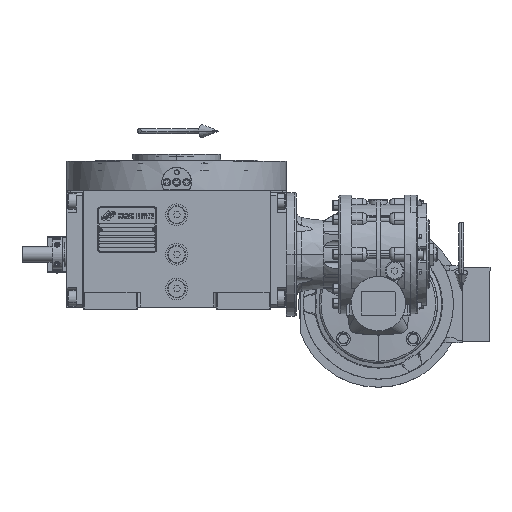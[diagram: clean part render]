
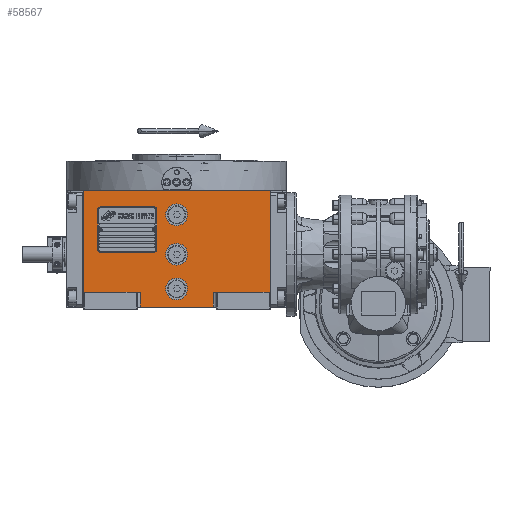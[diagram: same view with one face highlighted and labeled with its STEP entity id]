
A CAD part, top view. The second image highlights one B-rep face of the part: STEP entity #58567.
In plain terms, the highlighted planar face has unit normal (0, 0, 1).
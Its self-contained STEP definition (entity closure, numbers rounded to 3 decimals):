
#429 = CIRCLE ( 'NONE', #4826, 11. ) ;
#1038 = DIRECTION ( 'NONE',  ( 0., 0., 1. ) ) ;
#1400 = CARTESIAN_POINT ( 'NONE',  ( -37., -53.5, 163.5 ) ) ;
#1701 = CARTESIAN_POINT ( 'NONE',  ( -37., -38.5, 163.5 ) ) ;
#4826 = AXIS2_PLACEMENT_3D ( 'NONE', #28472, #18925, #102130 ) ;
#5994 = EDGE_CURVE ( 'NONE', #84079, #117704, #105495, .T. ) ;
#6177 = DIRECTION ( 'NONE',  ( -1., 0., 0. ) ) ;
#8363 = VERTEX_POINT ( 'NONE', #31557 ) ;
#10272 = EDGE_LOOP ( 'NONE', ( #108195, #76317 ) ) ;
#11072 = CARTESIAN_POINT ( 'NONE',  ( 94.5, 64.5, 163.5 ) ) ;
#13535 = CARTESIAN_POINT ( 'NONE',  ( -94.5, 64.5, 163.5 ) ) ;
#16818 = LINE ( 'NONE', #119879, #125783 ) ;
#17683 = ORIENTED_EDGE ( 'NONE', *, *, #59115, .F. ) ;
#18666 = VERTEX_POINT ( 'NONE', #26503 ) ;
#18925 = DIRECTION ( 'NONE',  ( 0., 0., 1. ) ) ;
#19188 = ORIENTED_EDGE ( 'NONE', *, *, #23900, .F. ) ;
#19673 = VECTOR ( 'NONE', #101505, 1000. ) ;
#20201 = ORIENTED_EDGE ( 'NONE', *, *, #134779, .T. ) ;
#21728 = DIRECTION ( 'NONE',  ( 1., 0., 0. ) ) ;
#22025 = CIRCLE ( 'NONE', #111366, 11. ) ;
#22580 = LINE ( 'NONE', #1400, #34547 ) ;
#23900 = EDGE_CURVE ( 'NONE', #18666, #117704, #102236, .T. ) ;
#24117 = CARTESIAN_POINT ( 'NONE',  ( 37., -53.5, 163.5 ) ) ;
#25147 = EDGE_CURVE ( 'NONE', #8363, #92297, #104972, .T. ) ;
#26503 = CARTESIAN_POINT ( 'NONE',  ( 37., -38.5, 163.5 ) ) ;
#27268 = DIRECTION ( 'NONE',  ( 0., 0., 1. ) ) ;
#28472 = CARTESIAN_POINT ( 'NONE',  ( 0., 40., 163.5 ) ) ;
#31361 = DIRECTION ( 'NONE',  ( -1., 0., 0. ) ) ;
#31557 = CARTESIAN_POINT ( 'NONE',  ( -94.5, 64.5, 163.5 ) ) ;
#31737 = DIRECTION ( 'NONE',  ( 1., 0., 0. ) ) ;
#33146 = CARTESIAN_POINT ( 'NONE',  ( -37., -53.5, 163.5 ) ) ;
#33506 = VERTEX_POINT ( 'NONE', #64478 ) ;
#33549 = VERTEX_POINT ( 'NONE', #1701 ) ;
#34547 = VECTOR ( 'NONE', #41676, 1000. ) ;
#35857 = CARTESIAN_POINT ( 'NONE',  ( -11., -35., 163.5 ) ) ;
#37310 = EDGE_CURVE ( 'NONE', #69118, #83396, #429, .T. ) ;
#37570 = EDGE_LOOP ( 'NONE', ( #45468, #44806 ) ) ;
#37690 = CIRCLE ( 'NONE', #68263, 11. ) ;
#38037 = DIRECTION ( 'NONE',  ( 1., 0., 0. ) ) ;
#39367 = FACE_BOUND ( 'NONE', #62428, .T. ) ;
#39970 = VERTEX_POINT ( 'NONE', #133797 ) ;
#41676 = DIRECTION ( 'NONE',  ( 0., 1., 0. ) ) ;
#42827 = DIRECTION ( 'NONE',  ( 0., -1., 0. ) ) ;
#44583 = ORIENTED_EDGE ( 'NONE', *, *, #99847, .T. ) ;
#44806 = ORIENTED_EDGE ( 'NONE', *, *, #119422, .F. ) ;
#45088 = EDGE_CURVE ( 'NONE', #83396, #69118, #63616, .T. ) ;
#45468 = ORIENTED_EDGE ( 'NONE', *, *, #69992, .F. ) ;
#47726 = DIRECTION ( 'NONE',  ( 1., 0., 0. ) ) ;
#48050 = CARTESIAN_POINT ( 'NONE',  ( 94.5, -38.5, 163.5 ) ) ;
#48284 = FACE_BOUND ( 'NONE', #37570, .T. ) ;
#48452 = AXIS2_PLACEMENT_3D ( 'NONE', #83221, #49181, #31361 ) ;
#49181 = DIRECTION ( 'NONE',  ( 0., 0., 1. ) ) ;
#50569 = AXIS2_PLACEMENT_3D ( 'NONE', #74424, #116773, #107887 ) ;
#53693 = VERTEX_POINT ( 'NONE', #68652 ) ;
#54603 = VECTOR ( 'NONE', #42827, 1000. ) ;
#55800 = EDGE_CURVE ( 'NONE', #84079, #33549, #22580, .T. ) ;
#58554 = LINE ( 'NONE', #112438, #19673 ) ;
#58567 = ADVANCED_FACE ( 'NONE', ( #48284, #39367, #89893, #80972 ), #70746, .T. ) ;
#59115 = EDGE_CURVE ( 'NONE', #126956, #8363, #84163, .T. ) ;
#59851 = AXIS2_PLACEMENT_3D ( 'NONE', #131558, #132217, #38037 ) ;
#60213 = CARTESIAN_POINT ( 'NONE',  ( -37., -53.5, 163.5 ) ) ;
#60352 = CARTESIAN_POINT ( 'NONE',  ( -94.5, -38.5, 163.5 ) ) ;
#62428 = EDGE_LOOP ( 'NONE', ( #85953, #83783 ) ) ;
#63616 = CIRCLE ( 'NONE', #48452, 11. ) ;
#64338 = VECTOR ( 'NONE', #83502, 1000. ) ;
#64478 = CARTESIAN_POINT ( 'NONE',  ( 11., -35., 163.5 ) ) ;
#64973 = VERTEX_POINT ( 'NONE', #35857 ) ;
#68263 = AXIS2_PLACEMENT_3D ( 'NONE', #88053, #130394, #6177 ) ;
#68652 = CARTESIAN_POINT ( 'NONE',  ( -11., 0., 163.5 ) ) ;
#69118 = VERTEX_POINT ( 'NONE', #98886 ) ;
#69915 = ORIENTED_EDGE ( 'NONE', *, *, #5994, .T. ) ;
#69992 = EDGE_CURVE ( 'NONE', #39970, #53693, #22025, .T. ) ;
#70746 = PLANE ( 'NONE',  #59851 ) ;
#71532 = CARTESIAN_POINT ( 'NONE',  ( 37., -38.5, 163.5 ) ) ;
#72826 = EDGE_CURVE ( 'NONE', #33506, #64973, #121248, .T. ) ;
#74424 = CARTESIAN_POINT ( 'NONE',  ( 0., 0., 163.5 ) ) ;
#76317 = ORIENTED_EDGE ( 'NONE', *, *, #45088, .F. ) ;
#79704 = ORIENTED_EDGE ( 'NONE', *, *, #55800, .F. ) ;
#80972 = FACE_OUTER_BOUND ( 'NONE', #106640, .T. ) ;
#83152 = CIRCLE ( 'NONE', #50569, 11. ) ;
#83221 = CARTESIAN_POINT ( 'NONE',  ( 0., 40., 163.5 ) ) ;
#83396 = VERTEX_POINT ( 'NONE', #128051 ) ;
#83502 = DIRECTION ( 'NONE',  ( 0., 1., 0. ) ) ;
#83783 = ORIENTED_EDGE ( 'NONE', *, *, #120851, .F. ) ;
#84079 = VERTEX_POINT ( 'NONE', #60213 ) ;
#84163 = LINE ( 'NONE', #60352, #64338 ) ;
#85953 = ORIENTED_EDGE ( 'NONE', *, *, #72826, .F. ) ;
#87330 = VERTEX_POINT ( 'NONE', #48050 ) ;
#88053 = CARTESIAN_POINT ( 'NONE',  ( 0., -35., 163.5 ) ) ;
#88557 = DIRECTION ( 'NONE',  ( 0., 1., 0. ) ) ;
#89893 = FACE_BOUND ( 'NONE', #10272, .T. ) ;
#90585 = ORIENTED_EDGE ( 'NONE', *, *, #25147, .F. ) ;
#91233 = CARTESIAN_POINT ( 'NONE',  ( 94.5, -38.5, 163.5 ) ) ;
#92203 = VECTOR ( 'NONE', #88557, 1000. ) ;
#92297 = VERTEX_POINT ( 'NONE', #11072 ) ;
#98886 = CARTESIAN_POINT ( 'NONE',  ( 11., 40., 163.5 ) ) ;
#99847 = EDGE_CURVE ( 'NONE', #18666, #87330, #16818, .T. ) ;
#101505 = DIRECTION ( 'NONE',  ( 1., 0., 0. ) ) ;
#102130 = DIRECTION ( 'NONE',  ( 1., 0., 0. ) ) ;
#102236 = LINE ( 'NONE', #71532, #54603 ) ;
#104972 = LINE ( 'NONE', #13535, #128835 ) ;
#105495 = LINE ( 'NONE', #33146, #122620 ) ;
#106640 = EDGE_LOOP ( 'NONE', ( #69915, #19188, #44583, #20201, #90585, #17683, #125887, #79704 ) ) ;
#107887 = DIRECTION ( 'NONE',  ( -1., 0., 0. ) ) ;
#108195 = ORIENTED_EDGE ( 'NONE', *, *, #37310, .F. ) ;
#111366 = AXIS2_PLACEMENT_3D ( 'NONE', #119440, #27268, #47726 ) ;
#112438 = CARTESIAN_POINT ( 'NONE',  ( -94.5, -38.5, 163.5 ) ) ;
#114687 = AXIS2_PLACEMENT_3D ( 'NONE', #125929, #1038, #31737 ) ;
#116432 = DIRECTION ( 'NONE',  ( 1., 0., 0. ) ) ;
#116773 = DIRECTION ( 'NONE',  ( 0., 0., 1. ) ) ;
#117704 = VERTEX_POINT ( 'NONE', #24117 ) ;
#119422 = EDGE_CURVE ( 'NONE', #53693, #39970, #83152, .T. ) ;
#119440 = CARTESIAN_POINT ( 'NONE',  ( 0., 0., 163.5 ) ) ;
#119879 = CARTESIAN_POINT ( 'NONE',  ( 37., -38.5, 163.5 ) ) ;
#120000 = LINE ( 'NONE', #91233, #92203 ) ;
#120851 = EDGE_CURVE ( 'NONE', #64973, #33506, #37690, .T. ) ;
#121248 = CIRCLE ( 'NONE', #114687, 11. ) ;
#122566 = DIRECTION ( 'NONE',  ( 1., 0., 0. ) ) ;
#122620 = VECTOR ( 'NONE', #116432, 1000. ) ;
#125340 = CARTESIAN_POINT ( 'NONE',  ( -94.5, -38.5, 163.5 ) ) ;
#125783 = VECTOR ( 'NONE', #122566, 1000. ) ;
#125887 = ORIENTED_EDGE ( 'NONE', *, *, #129308, .T. ) ;
#125929 = CARTESIAN_POINT ( 'NONE',  ( 0., -35., 163.5 ) ) ;
#126956 = VERTEX_POINT ( 'NONE', #125340 ) ;
#128051 = CARTESIAN_POINT ( 'NONE',  ( -11., 40., 163.5 ) ) ;
#128835 = VECTOR ( 'NONE', #21728, 1000. ) ;
#129308 = EDGE_CURVE ( 'NONE', #126956, #33549, #58554, .T. ) ;
#130394 = DIRECTION ( 'NONE',  ( 0., 0., 1. ) ) ;
#131558 = CARTESIAN_POINT ( 'NONE',  ( -94.5, -53.5, 163.5 ) ) ;
#132217 = DIRECTION ( 'NONE',  ( 0., 0., 1. ) ) ;
#133797 = CARTESIAN_POINT ( 'NONE',  ( 11., 0., 163.5 ) ) ;
#134779 = EDGE_CURVE ( 'NONE', #87330, #92297, #120000, .T. ) ;
